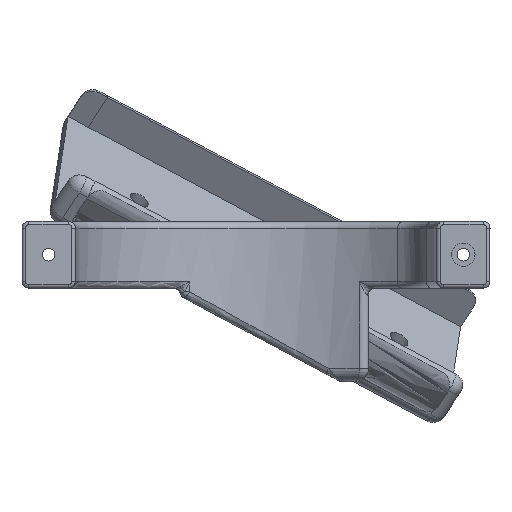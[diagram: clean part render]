
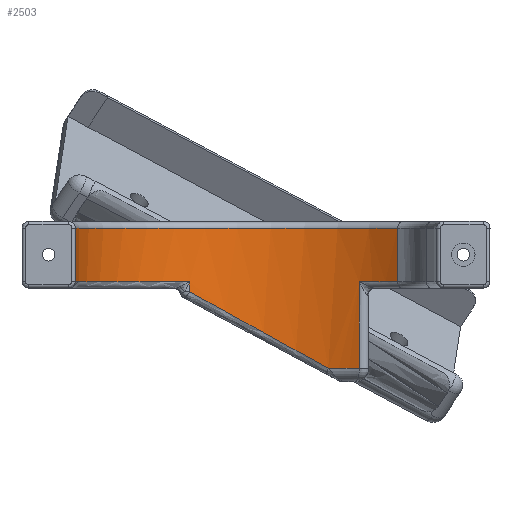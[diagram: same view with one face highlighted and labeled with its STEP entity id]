
A CAD part, top view. The second image highlights one B-rep face of the part: STEP entity #2503.
In plain terms, the highlighted cylindrical face has radius 30.397 mm (diameter 60.794 mm), a partial arc.
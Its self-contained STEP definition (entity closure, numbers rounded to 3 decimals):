
#40=ELLIPSE('',#2703,34.728,30.397);
#293=FACE_OUTER_BOUND('',#459,.T.);
#459=EDGE_LOOP('',(#1731,#1732,#1733,#1734,#1735,#1736,#1737,#1738,#1739));
#623=LINE('',#3876,#756);
#625=LINE('',#3964,#758);
#626=LINE('',#3968,#759);
#627=LINE('',#3971,#760);
#756=VECTOR('',#2998,10.);
#758=VECTOR('',#3022,10.);
#759=VECTOR('',#3025,1000.);
#760=VECTOR('',#3028,1000.);
#895=CIRCLE('',#2680,30.397);
#907=CIRCLE('',#2705,30.397);
#908=CIRCLE('',#2706,30.397);
#909=CIRCLE('',#2707,30.397);
#1023=VERTEX_POINT('',#3619);
#1035=VERTEX_POINT('',#3782);
#1042=VERTEX_POINT('',#3874);
#1048=VERTEX_POINT('',#3957);
#1049=VERTEX_POINT('',#3961);
#1050=VERTEX_POINT('',#3963);
#1051=VERTEX_POINT('',#3965);
#1052=VERTEX_POINT('',#3967);
#1053=VERTEX_POINT('',#3969);
#1278=EDGE_CURVE('',#1035,#1023,#895,.T.);
#1292=EDGE_CURVE('',#1023,#1042,#623,.T.);
#1302=EDGE_CURVE('',#1042,#1048,#40,.T.);
#1303=EDGE_CURVE('',#1048,#1049,#907,.T.);
#1304=EDGE_CURVE('',#1049,#1050,#625,.T.);
#1305=EDGE_CURVE('',#1050,#1051,#908,.T.);
#1306=EDGE_CURVE('',#1051,#1052,#626,.T.);
#1307=EDGE_CURVE('',#1052,#1053,#909,.T.);
#1308=EDGE_CURVE('',#1053,#1035,#627,.T.);
#1731=ORIENTED_EDGE('',*,*,#1292,.T.);
#1732=ORIENTED_EDGE('',*,*,#1302,.T.);
#1733=ORIENTED_EDGE('',*,*,#1303,.T.);
#1734=ORIENTED_EDGE('',*,*,#1304,.T.);
#1735=ORIENTED_EDGE('',*,*,#1305,.T.);
#1736=ORIENTED_EDGE('',*,*,#1306,.T.);
#1737=ORIENTED_EDGE('',*,*,#1307,.T.);
#1738=ORIENTED_EDGE('',*,*,#1308,.T.);
#1739=ORIENTED_EDGE('',*,*,#1278,.T.);
#2439=CYLINDRICAL_SURFACE('',#2704,30.397);
#2503=ADVANCED_FACE('',(#293),#2439,.F.);
#2680=AXIS2_PLACEMENT_3D('',#3783,#2965,#2966);
#2703=AXIS2_PLACEMENT_3D('',#3959,#3016,#3017);
#2704=AXIS2_PLACEMENT_3D('',#3960,#3018,#3019);
#2705=AXIS2_PLACEMENT_3D('',#3962,#3020,#3021);
#2706=AXIS2_PLACEMENT_3D('',#3966,#3023,#3024);
#2707=AXIS2_PLACEMENT_3D('',#3970,#3026,#3027);
#2965=DIRECTION('center_axis',(0.,-1.,0.));
#2966=DIRECTION('ref_axis',(-1.,0.,0.));
#2998=DIRECTION('',(0.,-1.,0.));
#3016=DIRECTION('center_axis',(-0.484,-0.875,0.));
#3017=DIRECTION('ref_axis',(-0.875,0.484,0.));
#3018=DIRECTION('center_axis',(0.,1.,0.));
#3019=DIRECTION('ref_axis',(-1.,0.,0.));
#3020=DIRECTION('center_axis',(0.,-1.,0.));
#3021=DIRECTION('ref_axis',(0.381,0.,-0.925));
#3022=DIRECTION('',(0.,1.,0.));
#3023=DIRECTION('center_axis',(0.,-1.,0.));
#3024=DIRECTION('ref_axis',(-1.,0.,0.));
#3025=DIRECTION('',(0.,1.,0.));
#3026=DIRECTION('center_axis',(0.,1.,0.));
#3027=DIRECTION('ref_axis',(-1.,0.,0.));
#3028=DIRECTION('',(0.,-1.,0.));
#3619=CARTESIAN_POINT('',(-13.244,114.,-27.36));
#3782=CARTESIAN_POINT('',(-30.381,114.,-0.984));
#3783=CARTESIAN_POINT('Origin',(0.,114.,0.));
#3874=CARTESIAN_POINT('',(-13.244,112.507,-27.36));
#3876=CARTESIAN_POINT('',(-13.244,113.,-27.36));
#3957=CARTESIAN_POINT('',(7.582,101.,-29.436));
#3959=CARTESIAN_POINT('Origin',(0.,105.189,0.));
#3960=CARTESIAN_POINT('Origin',(0.,113.,0.));
#3961=CARTESIAN_POINT('',(12.23,101.,-27.828));
#3962=CARTESIAN_POINT('Origin',(0.,101.,0.));
#3963=CARTESIAN_POINT('',(12.23,114.,-27.828));
#3964=CARTESIAN_POINT('',(12.23,113.,-27.828));
#3965=CARTESIAN_POINT('',(17.992,114.,-24.5));
#3966=CARTESIAN_POINT('Origin',(0.,114.,0.));
#3967=CARTESIAN_POINT('',(17.992,122.,-24.5));
#3968=CARTESIAN_POINT('',(17.992,113.,-24.5));
#3969=CARTESIAN_POINT('',(-30.381,122.,-0.984));
#3970=CARTESIAN_POINT('Origin',(0.,122.,0.));
#3971=CARTESIAN_POINT('',(-30.381,113.,-0.984));
